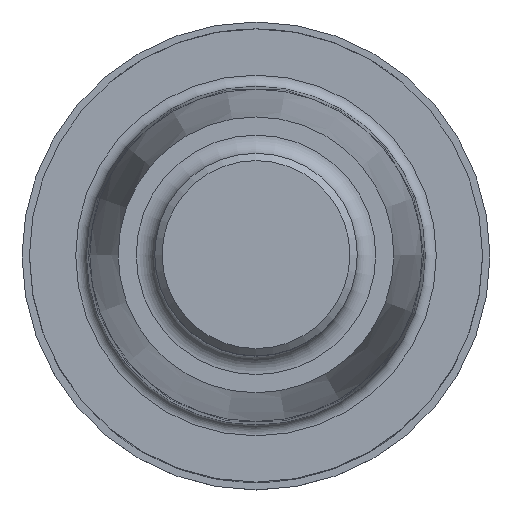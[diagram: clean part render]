
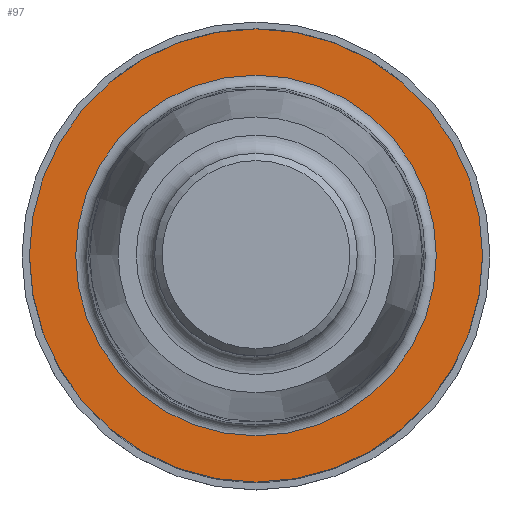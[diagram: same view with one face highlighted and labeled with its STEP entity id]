
A CAD part, top view. The second image highlights one B-rep face of the part: STEP entity #97.
In plain terms, the highlighted planar face has unit normal (0, 0, 1).
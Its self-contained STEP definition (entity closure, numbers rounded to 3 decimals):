
#75=FACE_BOUND('',#155,.T.);
#76=FACE_BOUND('',#156,.T.);
#97=ADVANCED_FACE('',(#75,#76),#117,.F.);
#117=PLANE('',#464);
#155=EDGE_LOOP('',(#195));
#156=EDGE_LOOP('',(#196));
#195=ORIENTED_EDGE('',*,*,#295,.T.);
#196=ORIENTED_EDGE('',*,*,#294,.T.);
#263=VERTEX_POINT('',#646);
#264=VERTEX_POINT('',#649);
#294=EDGE_CURVE('',#263,#263,#332,.T.);
#295=EDGE_CURVE('',#264,#264,#333,.T.);
#332=CIRCLE('',#461,4.895);
#333=CIRCLE('',#463,6.15);
#461=AXIS2_PLACEMENT_3D('',#645,#531,#532);
#463=AXIS2_PLACEMENT_3D('',#648,#535,#536);
#464=AXIS2_PLACEMENT_3D('',#650,#537,#538);
#531=DIRECTION('',(0.,0.,-1.));
#532=DIRECTION('',(-1.,0.,0.));
#535=DIRECTION('',(0.,0.,1.));
#536=DIRECTION('',(1.,0.,0.));
#537=DIRECTION('',(0.,0.,-1.));
#538=DIRECTION('',(-1.,0.,0.));
#645=CARTESIAN_POINT('',(0.,0.,0.));
#646=CARTESIAN_POINT('',(-4.895,0.,0.));
#648=CARTESIAN_POINT('',(0.,0.,0.));
#649=CARTESIAN_POINT('',(6.15,0.,0.));
#650=CARTESIAN_POINT('',(0.,6.15,0.));
